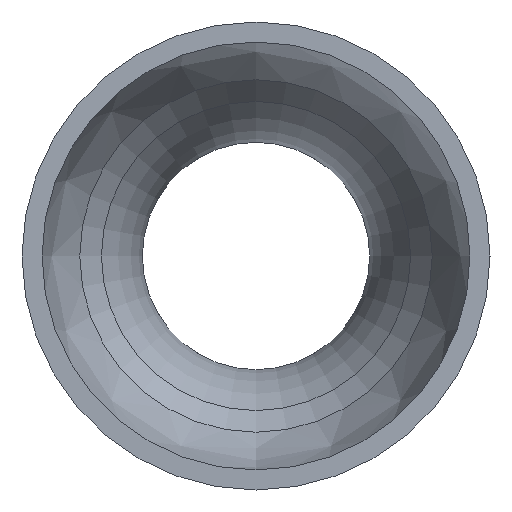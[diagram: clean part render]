
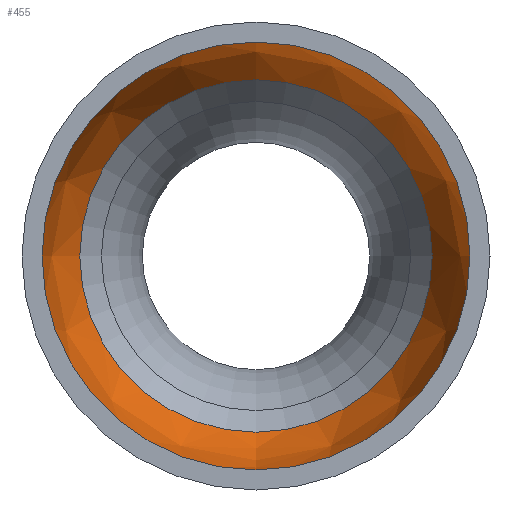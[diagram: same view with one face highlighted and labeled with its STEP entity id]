
A CAD part, left-side view. The second image highlights one B-rep face of the part: STEP entity #455.
In plain terms, the highlighted free-form (B-spline) face has degree [2, 2] with [3, 9] control points.
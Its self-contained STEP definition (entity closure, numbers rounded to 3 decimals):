
#15=(
BOUNDED_SURFACE()
B_SPLINE_SURFACE(2,2,((#852,#853,#854,#855,#856,#857,#858,#859,#860),(#861,
#862,#863,#864,#865,#866,#867,#868,#869),(#870,#871,#872,#873,#874,#875,
#876,#877,#878)),.UNSPECIFIED.,.F.,.T.,.F.)
B_SPLINE_SURFACE_WITH_KNOTS((3,3),(3,2,2,2,3),(-0.585,0.),(-3.142,
-1.571,0.,1.571,3.142),.UNSPECIFIED.)
GEOMETRIC_REPRESENTATION_ITEM()
RATIONAL_B_SPLINE_SURFACE(((1.,0.707,1.,0.707,1.,
0.707,1.,0.707,1.),(0.958,0.677,
0.958,0.677,0.958,0.677,
0.958,0.677,0.958),(1.,0.707,
1.,0.707,1.,0.707,1.,0.707,1.)))
REPRESENTATION_ITEM('')
SURFACE()
);
#68=FACE_OUTER_BOUND('',#91,.T.);
#91=EDGE_LOOP('',(#387,#388,#389,#390,#391,#392));
#144=CIRCLE('',#541,16.);
#145=CIRCLE('',#542,16.);
#146=CIRCLE('',#543,17.);
#147=CIRCLE('',#544,13.176);
#148=CIRCLE('',#545,13.176);
#201=VERTEX_POINT('',#847);
#202=VERTEX_POINT('',#849);
#203=VERTEX_POINT('',#879);
#204=VERTEX_POINT('',#881);
#267=EDGE_CURVE('',#202,#201,#144,.T.);
#268=EDGE_CURVE('',#201,#202,#145,.T.);
#269=EDGE_CURVE('',#201,#203,#146,.T.);
#270=EDGE_CURVE('',#204,#203,#147,.T.);
#271=EDGE_CURVE('',#203,#204,#148,.T.);
#387=ORIENTED_EDGE('',*,*,#267,.T.);
#388=ORIENTED_EDGE('',*,*,#269,.T.);
#389=ORIENTED_EDGE('',*,*,#270,.F.);
#390=ORIENTED_EDGE('',*,*,#271,.F.);
#391=ORIENTED_EDGE('',*,*,#269,.F.);
#392=ORIENTED_EDGE('',*,*,#268,.T.);
#455=ADVANCED_FACE('',(#68),#15,.T.);
#541=AXIS2_PLACEMENT_3D('',#850,#691,#692);
#542=AXIS2_PLACEMENT_3D('',#851,#693,#694);
#543=AXIS2_PLACEMENT_3D('',#880,#695,#696);
#544=AXIS2_PLACEMENT_3D('',#882,#697,#698);
#545=AXIS2_PLACEMENT_3D('',#883,#699,#700);
#691=DIRECTION('center_axis',(-1.,0.,0.));
#692=DIRECTION('ref_axis',(0.,0.,1.));
#693=DIRECTION('center_axis',(-1.,0.,0.));
#694=DIRECTION('ref_axis',(0.,0.,1.));
#695=DIRECTION('center_axis',(0.,-1.,0.));
#696=DIRECTION('ref_axis',(0.,0.,-1.));
#697=DIRECTION('center_axis',(-1.,0.,0.));
#698=DIRECTION('ref_axis',(0.,0.,1.));
#699=DIRECTION('center_axis',(-1.,0.,0.));
#700=DIRECTION('ref_axis',(0.,0.,1.));
#847=CARTESIAN_POINT('',(30.1,0.,-16.));
#849=CARTESIAN_POINT('',(30.1,0.,16.));
#850=CARTESIAN_POINT('Origin',(30.1,0.,0.));
#851=CARTESIAN_POINT('Origin',(30.1,0.,0.));
#852=CARTESIAN_POINT('Ctrl Pts',(39.483,0.,-13.176));
#853=CARTESIAN_POINT('Ctrl Pts',(39.483,-13.176,-13.176));
#854=CARTESIAN_POINT('Ctrl Pts',(39.483,-13.176,0.));
#855=CARTESIAN_POINT('Ctrl Pts',(39.483,-13.176,13.176));
#856=CARTESIAN_POINT('Ctrl Pts',(39.483,0.,13.176));
#857=CARTESIAN_POINT('Ctrl Pts',(39.483,13.176,13.176));
#858=CARTESIAN_POINT('Ctrl Pts',(39.483,13.176,0.));
#859=CARTESIAN_POINT('Ctrl Pts',(39.483,13.176,-13.176));
#860=CARTESIAN_POINT('Ctrl Pts',(39.483,0.,-13.176));
#861=CARTESIAN_POINT('Ctrl Pts',(35.216,0.,-16.));
#862=CARTESIAN_POINT('Ctrl Pts',(35.216,-16.,-16.));
#863=CARTESIAN_POINT('Ctrl Pts',(35.216,-16.,0.));
#864=CARTESIAN_POINT('Ctrl Pts',(35.216,-16.,16.));
#865=CARTESIAN_POINT('Ctrl Pts',(35.216,0.,16.));
#866=CARTESIAN_POINT('Ctrl Pts',(35.216,16.,16.));
#867=CARTESIAN_POINT('Ctrl Pts',(35.216,16.,0.));
#868=CARTESIAN_POINT('Ctrl Pts',(35.216,16.,-16.));
#869=CARTESIAN_POINT('Ctrl Pts',(35.216,0.,-16.));
#870=CARTESIAN_POINT('Ctrl Pts',(30.1,0.,-16.));
#871=CARTESIAN_POINT('Ctrl Pts',(30.1,-16.,-16.));
#872=CARTESIAN_POINT('Ctrl Pts',(30.1,-16.,0.));
#873=CARTESIAN_POINT('Ctrl Pts',(30.1,-16.,16.));
#874=CARTESIAN_POINT('Ctrl Pts',(30.1,0.,16.));
#875=CARTESIAN_POINT('Ctrl Pts',(30.1,16.,16.));
#876=CARTESIAN_POINT('Ctrl Pts',(30.1,16.,0.));
#877=CARTESIAN_POINT('Ctrl Pts',(30.1,16.,-16.));
#878=CARTESIAN_POINT('Ctrl Pts',(30.1,0.,-16.));
#879=CARTESIAN_POINT('',(39.483,0.,-13.176));
#880=CARTESIAN_POINT('Origin',(30.1,0.,1.));
#881=CARTESIAN_POINT('',(39.483,0.,13.176));
#882=CARTESIAN_POINT('Origin',(39.483,0.,0.));
#883=CARTESIAN_POINT('Origin',(39.483,0.,0.));
